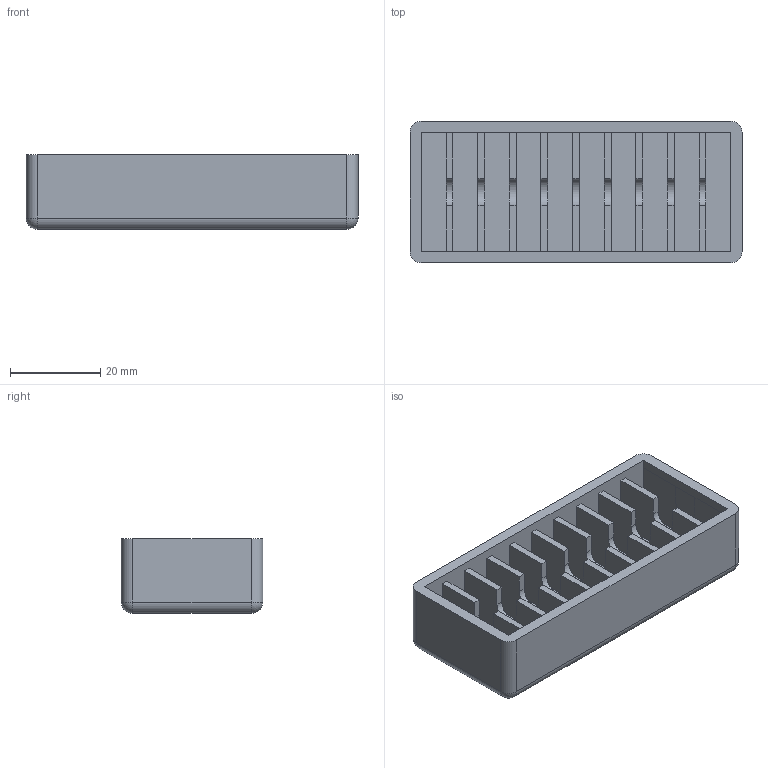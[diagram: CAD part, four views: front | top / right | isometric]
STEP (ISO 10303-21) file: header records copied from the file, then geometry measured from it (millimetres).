
FILE_DESCRIPTION(('FreeCAD Model'),'2;1');
FILE_NAME('Open CASCADE Shape Model','2024-09-11T17:47:28',('Author'),( ''),'Open CASCADE STEP processor 7.6','FreeCAD','Unknown');
FILE_SCHEMA(('AUTOMOTIVE_DESIGN { 1 0 10303 214 1 1 1 1 }'));
Length unit declared in the file: millimetre
Products named in the file (1): LedCutoutPocket
Bounding box: 73.4 x 31.3 x 16.5 mm (x, y, z)
Volume: 16109.4 mm3; surface area: 15221.7 mm2
Topology: 1 solids, 1 shells, 98 faces, 276 edges, 182 vertices
Faces by surface type: plane 77, cylinder 17, sphere 4
Entity records: 3150 total; most frequent: CARTESIAN_POINT 557, ORIENTED_EDGE 552, DIRECTION 510, EDGE_CURVE 276, LINE 240, VECTOR 240, VERTEX_POINT 182, AXIS2_PLACEMENT_3D 135
